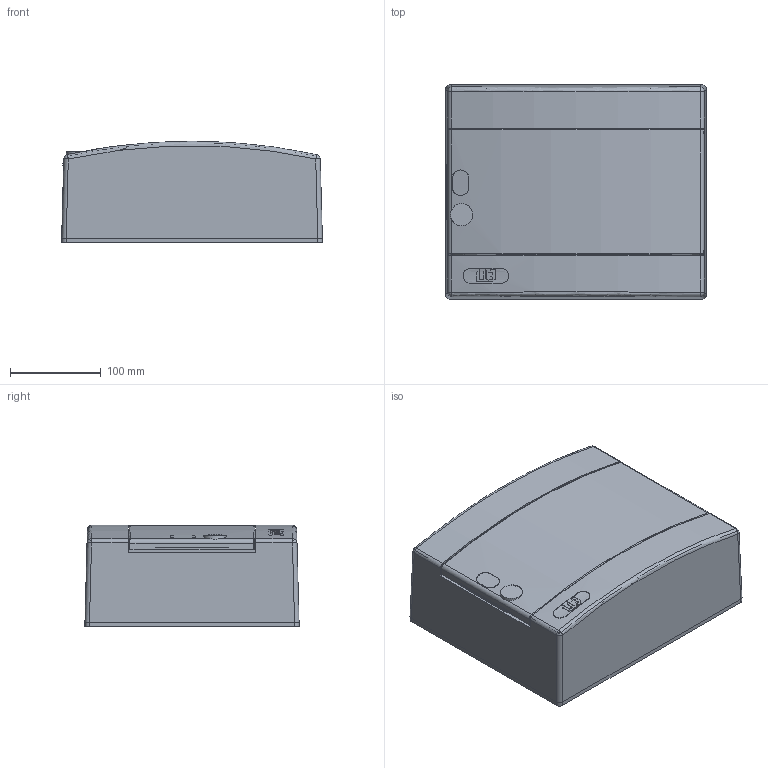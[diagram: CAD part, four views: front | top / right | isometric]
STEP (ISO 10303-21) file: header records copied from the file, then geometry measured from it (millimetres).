
FILE_DESCRIPTION((''),'2;1');
FILE_NAME('ASM0021_ASM','2021-02-19T',('marketing.praksa'),('Audax d.o.o.'),'CREO PARAMETRIC BY PTC INC, 2017480','CREO PARAMETRIC BY PTC INC, 2017480','');
FILE_SCHEMA(('AUTOMOTIVE_DESIGN { 1 0 10303 214 1 1 1 1 }'));
Length unit declared in the file: millimetre
Products named in the file (13): BOTTOM_ECT_12_1_1_2_3_4; FRONT_ECT_12_1_1_2_3_4; TH_12_RAIL_1_1_2_3_4; SCREW_M4X8_1_1_2_3_4; PIN_1_1_2_3_4_5; ETI_LOGO_1_1_1_2_3_4; ETI_LOGO_2_1_1_2_3_4; ETI_LOGO_3_1_1_2_3_4; ETI_LOGO_ASM_1_1_2_3_4_ASM; ECT_12_PT_MOD_1_ASM_1_1_2_3_4_ASM; DOOR_12_1_1_2_3_4; ECT_12_PT_MOD_ASM_1_1_2_3_4_ASM; ASM0021_ASM
Assembly tree (16 placements, depth 5):
  ASM0021_ASM
    ECT_12_PT_MOD_ASM_1_1_2_3_4_ASM
      ECT_12_PT_MOD_1_ASM_1_1_2_3_4_ASM
        BOTTOM_ECT_12_1_1_2_3_4
        FRONT_ECT_12_1_1_2_3_4
        TH_12_RAIL_1_1_2_3_4
        SCREW_M4X8_1_1_2_3_4  x2
        PIN_1_1_2_3_4_5  x4
        ETI_LOGO_ASM_1_1_2_3_4_ASM
          ETI_LOGO_1_1_1_2_3_4
          ETI_LOGO_2_1_1_2_3_4
          ETI_LOGO_3_1_1_2_3_4
      DOOR_12_1_1_2_3_4
Bounding box: 286.8 x 235.6 x 111.6 mm (x, y, z)
Volume: 847298.5 mm3; surface area: 642142.5 mm2
Topology: 13 solids, 13 shells, 615 faces, 1612 edges, 1074 vertices
Faces by surface type: plane 352, cylinder 205, cone 22, torus 16, revolution 6, sphere 6, bspline 6, extrusion 2
Entity records: 23967 total; most frequent: CARTESIAN_POINT 4019, DIRECTION 2975, ORIENTED_EDGE 2932, PRESENTATION_STYLE_ASSIGNMENT 1577, STYLED_ITEM 1577, CURVE_STYLE 1472, EDGE_CURVE 1466, AXIS2_PLACEMENT_3D 1039
